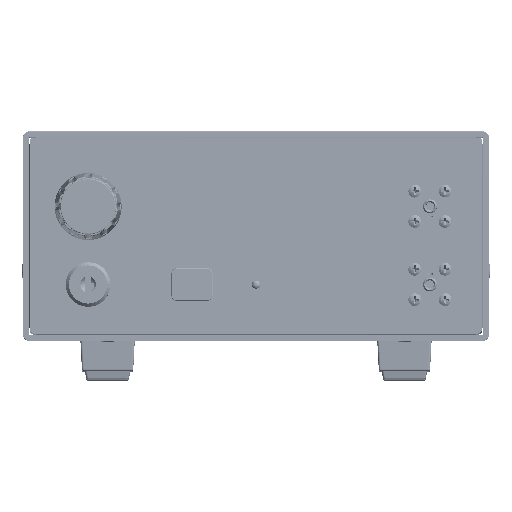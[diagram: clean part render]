
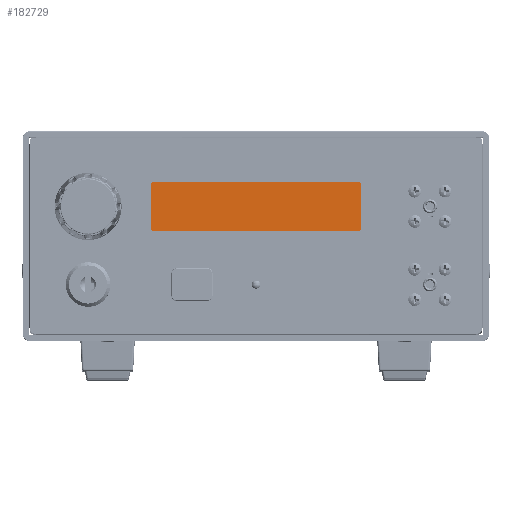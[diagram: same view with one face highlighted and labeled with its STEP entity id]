
A CAD part, top view. The second image highlights one B-rep face of the part: STEP entity #182729.
In plain terms, the highlighted planar face has unit normal (0, 0, 1).
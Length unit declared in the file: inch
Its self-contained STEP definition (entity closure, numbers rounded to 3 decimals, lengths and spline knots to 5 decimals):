
#140 = PLANE ( 'NONE',  #248682 ) ;
#2668 = ORIENTED_EDGE ( 'NONE', *, *, #461350, .T. ) ;
#3737 = CARTESIAN_POINT ( 'NONE',  ( 5.97345, 8.08466, 14.46714 ) ) ;
#5610 = ORIENTED_EDGE ( 'NONE', *, *, #354917, .T. ) ;
#6634 = CARTESIAN_POINT ( 'NONE',  ( 5.97345, 7.49411, 14.46714 ) ) ;
#17286 = ORIENTED_EDGE ( 'NONE', *, *, #121041, .T. ) ;
#21247 = DIRECTION ( 'NONE',  ( 0., 0., 1. ) ) ;
#22636 = CARTESIAN_POINT ( 'NONE',  ( 6.01282, 7.53348, 14.46714 ) ) ;
#34953 = VERTEX_POINT ( 'NONE', #200721 ) ;
#43169 = DIRECTION ( 'NONE',  ( 1., 0., 0. ) ) ;
#47970 = EDGE_CURVE ( 'NONE', #34953, #245008, #141718, .T. ) ;
#49995 = CIRCLE ( 'NONE', #405533, 0.03937 ) ;
#117947 = ORIENTED_EDGE ( 'NONE', *, *, #199346, .T. ) ;
#118789 = LINE ( 'NONE', #143081, #420793 ) ;
#120617 = CARTESIAN_POINT ( 'NONE',  ( 3.4144, 8.12403, 14.46714 ) ) ;
#121041 = EDGE_CURVE ( 'NONE', #379742, #160768, #465267, .T. ) ;
#129706 = EDGE_CURVE ( 'NONE', #401306, #379742, #340619, .T. ) ;
#141718 = CIRCLE ( 'NONE', #245968, 0.03937 ) ;
#143081 = CARTESIAN_POINT ( 'NONE',  ( 3.4144, 8.12403, 14.46714 ) ) ;
#153477 = LINE ( 'NONE', #120617, #258329 ) ;
#154738 = ORIENTED_EDGE ( 'NONE', *, *, #47970, .T. ) ;
#155315 = VERTEX_POINT ( 'NONE', #6634 ) ;
#160768 = VERTEX_POINT ( 'NONE', #382734 ) ;
#163220 = DIRECTION ( 'NONE',  ( 0., 1., 0. ) ) ;
#164529 = CARTESIAN_POINT ( 'NONE',  ( 3.4144, 7.49411, 14.46714 ) ) ;
#166614 = CARTESIAN_POINT ( 'NONE',  ( 3.45377, 7.53348, 14.46714 ) ) ;
#176720 = AXIS2_PLACEMENT_3D ( 'NONE', #3737, #278759, #43169 ) ;
#182729 = ADVANCED_FACE ( 'NONE', ( #257963 ), #140, .T. ) ;
#195386 = CIRCLE ( 'NONE', #384203, 0.03937 ) ;
#197637 = DIRECTION ( 'NONE',  ( 0., 0., 1. ) ) ;
#199346 = EDGE_CURVE ( 'NONE', #155315, #401306, #49995, .T. ) ;
#199692 = DIRECTION ( 'NONE',  ( 0., -1., 0. ) ) ;
#200721 = CARTESIAN_POINT ( 'NONE',  ( 3.45377, 8.12403, 14.46714 ) ) ;
#203824 = CARTESIAN_POINT ( 'NONE',  ( 6.01282, 8.08466, 14.46714 ) ) ;
#206207 = DIRECTION ( 'NONE',  ( 1., 0., 0. ) ) ;
#220559 = CARTESIAN_POINT ( 'NONE',  ( 3.45377, 7.49411, 14.46714 ) ) ;
#224042 = DIRECTION ( 'NONE',  ( -1., 0., 0. ) ) ;
#226149 = ORIENTED_EDGE ( 'NONE', *, *, #507132, .T. ) ;
#228211 = DIRECTION ( 'NONE',  ( 0., 0., 1. ) ) ;
#243745 = EDGE_LOOP ( 'NONE', ( #2668, #117947, #246881, #17286, #364545, #154738, #5610, #226149 ) ) ;
#245008 = VERTEX_POINT ( 'NONE', #258003 ) ;
#245968 = AXIS2_PLACEMENT_3D ( 'NONE', #256688, #21247, #296355 ) ;
#246881 = ORIENTED_EDGE ( 'NONE', *, *, #129706, .T. ) ;
#248682 = AXIS2_PLACEMENT_3D ( 'NONE', #433723, #197637, #473324 ) ;
#256688 = CARTESIAN_POINT ( 'NONE',  ( 3.45377, 8.08466, 14.46714 ) ) ;
#257963 = FACE_OUTER_BOUND ( 'NONE', #243745, .T. ) ;
#258003 = CARTESIAN_POINT ( 'NONE',  ( 3.4144, 8.08466, 14.46714 ) ) ;
#258329 = VECTOR ( 'NONE', #199692, 39.37008 ) ;
#278759 = DIRECTION ( 'NONE',  ( 0., 0., 1. ) ) ;
#296355 = DIRECTION ( 'NONE',  ( 1., 0., 0. ) ) ;
#328242 = VECTOR ( 'NONE', #163220, 39.37008 ) ;
#340619 = LINE ( 'NONE', #476784, #328242 ) ;
#351631 = VERTEX_POINT ( 'NONE', #220559 ) ;
#354917 = EDGE_CURVE ( 'NONE', #245008, #501162, #153477, .T. ) ;
#364545 = ORIENTED_EDGE ( 'NONE', *, *, #370099, .T. ) ;
#370099 = EDGE_CURVE ( 'NONE', #160768, #34953, #118789, .T. ) ;
#379742 = VERTEX_POINT ( 'NONE', #203824 ) ;
#382734 = CARTESIAN_POINT ( 'NONE',  ( 5.97345, 8.12403, 14.46714 ) ) ;
#384203 = AXIS2_PLACEMENT_3D ( 'NONE', #166614, #442268, #206207 ) ;
#399701 = VECTOR ( 'NONE', #440201, 39.37008 ) ;
#401306 = VERTEX_POINT ( 'NONE', #22636 ) ;
#405533 = AXIS2_PLACEMENT_3D ( 'NONE', #464241, #228211, #503717 ) ;
#420793 = VECTOR ( 'NONE', #224042, 39.37008 ) ;
#432566 = CARTESIAN_POINT ( 'NONE',  ( 3.4144, 7.53348, 14.46714 ) ) ;
#433723 = CARTESIAN_POINT ( 'NONE',  ( 3.4144, 7.49411, 14.46714 ) ) ;
#440201 = DIRECTION ( 'NONE',  ( 1., 0., 0. ) ) ;
#442268 = DIRECTION ( 'NONE',  ( 0., 0., 1. ) ) ;
#461350 = EDGE_CURVE ( 'NONE', #351631, #155315, #504433, .T. ) ;
#464241 = CARTESIAN_POINT ( 'NONE',  ( 5.97345, 7.53348, 14.46714 ) ) ;
#465267 = CIRCLE ( 'NONE', #176720, 0.03937 ) ;
#473324 = DIRECTION ( 'NONE',  ( 1., 0., 0. ) ) ;
#476784 = CARTESIAN_POINT ( 'NONE',  ( 6.01282, 8.12403, 14.46714 ) ) ;
#501162 = VERTEX_POINT ( 'NONE', #432566 ) ;
#503717 = DIRECTION ( 'NONE',  ( 1., 0., 0. ) ) ;
#504433 = LINE ( 'NONE', #164529, #399701 ) ;
#507132 = EDGE_CURVE ( 'NONE', #501162, #351631, #195386, .T. ) ;
